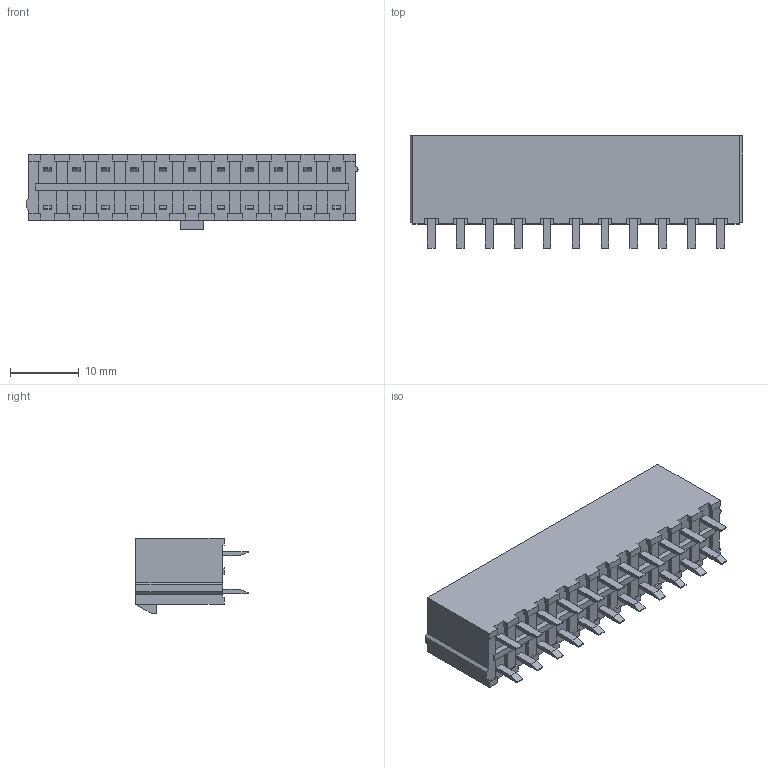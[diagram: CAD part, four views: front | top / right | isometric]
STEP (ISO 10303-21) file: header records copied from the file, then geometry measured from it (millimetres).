
FILE_DESCRIPTION((''),'2;1');
FILE_NAME('039281223','2015-05-15T',('me'),(''),'PRO/ENGINEER BY PARAMETRIC TECHNOLOGY CORPORATION, 2011490','PRO/ENGINEER BY PARAMETRIC TECHNOLOGY CORPORATION, 2011490','');
FILE_SCHEMA(('CONFIG_CONTROL_DESIGN'));
Length unit declared in the file: millimetre
Products named in the file (1): 039281223
Bounding box: 48.2 x 16.3 x 11 mm (x, y, z)
Volume: 3336.5 mm3; surface area: 6181.9 mm2
Topology: 1 solids, 1 shells, 597 faces, 1629 edges, 1100 vertices
Faces by surface type: plane 596, cylinder 1
Entity records: 18502 total; most frequent: CARTESIAN_POINT 3283, ORIENTED_EDGE 3170, DIRECTION 2871, EDGE_CURVE 1585, VECTOR 1583, LINE 1583, VERTEX_POINT 1056, EDGE_LOOP 663
